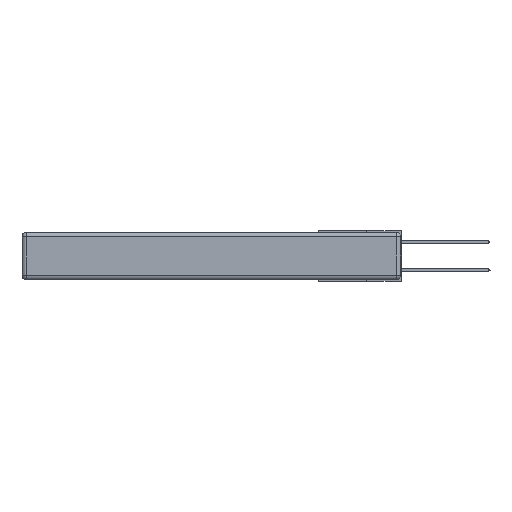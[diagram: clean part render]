
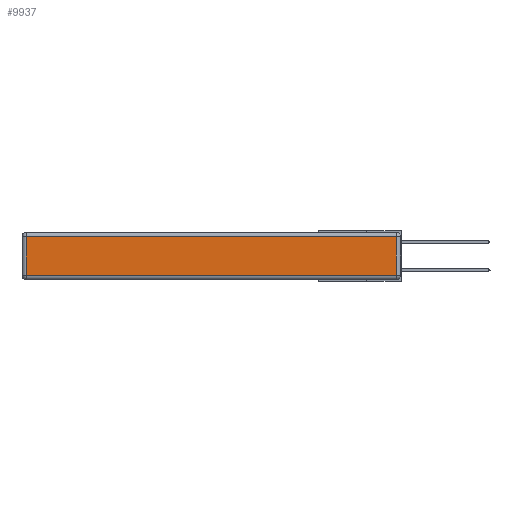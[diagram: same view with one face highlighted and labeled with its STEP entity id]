
A CAD part, left-side view. The second image highlights one B-rep face of the part: STEP entity #9937.
In plain terms, the highlighted planar face has unit normal (-1, 0, 0).
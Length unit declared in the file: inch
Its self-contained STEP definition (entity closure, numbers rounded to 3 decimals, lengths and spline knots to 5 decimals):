
#100 = DIRECTION ( 'NONE',  ( 0., 0., 1. ) ) ;
#289 = VERTEX_POINT ( 'NONE', #7789 ) ;
#460 = CARTESIAN_POINT ( 'NONE',  ( 0., 0.03, -0.313 ) ) ;
#1700 = CARTESIAN_POINT ( 'NONE',  ( 0., 2.72, -0.03 ) ) ;
#1858 = EDGE_CURVE ( 'NONE', #12665, #8323, #9842, .T. ) ;
#2907 = VERTEX_POINT ( 'NONE', #1700 ) ;
#3052 = ORIENTED_EDGE ( 'NONE', *, *, #4542, .T. ) ;
#3683 = ORIENTED_EDGE ( 'NONE', *, *, #6365, .T. ) ;
#4085 = LINE ( 'NONE', #5496, #6206 ) ;
#4542 = EDGE_CURVE ( 'NONE', #8323, #2907, #4085, .T. ) ;
#5468 = DIRECTION ( 'NONE',  ( -1., 0., 0. ) ) ;
#5496 = CARTESIAN_POINT ( 'NONE',  ( 0., 2.75, -0.03 ) ) ;
#5617 = CARTESIAN_POINT ( 'NONE',  ( 0., 0.03, -0.03 ) ) ;
#5631 = EDGE_LOOP ( 'NONE', ( #3683, #12844, #3052, #13890 ) ) ;
#6102 = LINE ( 'NONE', #9317, #15584 ) ;
#6206 = VECTOR ( 'NONE', #15437, 39.37008 ) ;
#6365 = EDGE_CURVE ( 'NONE', #289, #12665, #6102, .T. ) ;
#6770 = DIRECTION ( 'NONE',  ( 0., 0., 1. ) ) ;
#7789 = CARTESIAN_POINT ( 'NONE',  ( 0., 2.72, -0.313 ) ) ;
#8323 = VERTEX_POINT ( 'NONE', #5617 ) ;
#8455 = CARTESIAN_POINT ( 'NONE',  ( 0., 0.03, -0.343 ) ) ;
#8885 = VECTOR ( 'NONE', #100, 39.37008 ) ;
#9317 = CARTESIAN_POINT ( 'NONE',  ( 0., 0., -0.313 ) ) ;
#9454 = VECTOR ( 'NONE', #13221, 39.37008 ) ;
#9752 = CARTESIAN_POINT ( 'NONE',  ( 0., 2.72, -0.343 ) ) ;
#9826 = LINE ( 'NONE', #9752, #9454 ) ;
#9842 = LINE ( 'NONE', #8455, #8885 ) ;
#9937 = ADVANCED_FACE ( 'NONE', ( #9986 ), #15455, .T. ) ;
#9986 = FACE_OUTER_BOUND ( 'NONE', #5631, .T. ) ;
#12397 = EDGE_CURVE ( 'NONE', #2907, #289, #9826, .T. ) ;
#12665 = VERTEX_POINT ( 'NONE', #460 ) ;
#12844 = ORIENTED_EDGE ( 'NONE', *, *, #1858, .T. ) ;
#12966 = AXIS2_PLACEMENT_3D ( 'NONE', #14310, #5468, #6770 ) ;
#13006 = DIRECTION ( 'NONE',  ( 0., -1., 0. ) ) ;
#13221 = DIRECTION ( 'NONE',  ( 0., 0., -1. ) ) ;
#13890 = ORIENTED_EDGE ( 'NONE', *, *, #12397, .T. ) ;
#14310 = CARTESIAN_POINT ( 'NONE',  ( 0., 0., -0.343 ) ) ;
#15437 = DIRECTION ( 'NONE',  ( 0., 1., 0. ) ) ;
#15455 = PLANE ( 'NONE',  #12966 ) ;
#15584 = VECTOR ( 'NONE', #13006, 39.37008 ) ;
